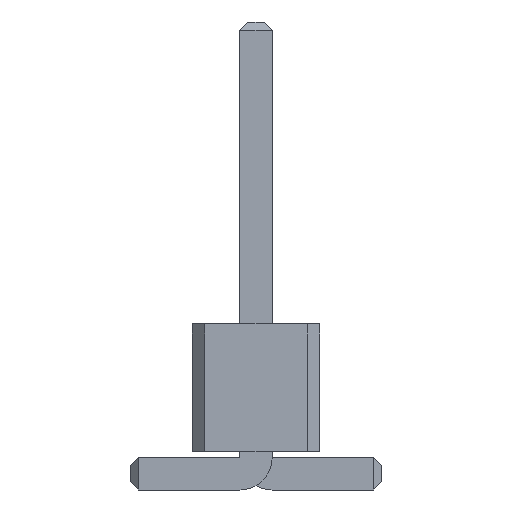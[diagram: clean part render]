
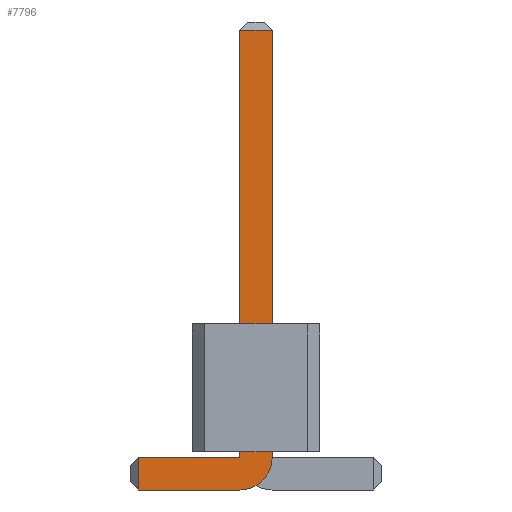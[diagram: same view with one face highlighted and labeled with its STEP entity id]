
A CAD part, front view. The second image highlights one B-rep face of the part: STEP entity #7796.
In plain terms, the highlighted planar face has unit normal (0, -1, 0).
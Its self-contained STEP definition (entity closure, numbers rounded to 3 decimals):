
#56=DIRECTION('',(0.,-1.,0.));
#67=DIRECTION('',(1.,0.,0.));
#1637=VECTOR('',#67,1.);
#1690=DIRECTION('',(-1.,0.,0.));
#3475=VECTOR('',#1690,1.);
#3484=DIRECTION('',(0.,0.,-1.));
#3503=VECTOR('',#3484,1.);
#7627=VECTOR('',#7628,1.);
#7628=DIRECTION('',(0.,0.,1.));
#7650=DIRECTION('',(-0.,-1.,-0.));
#7657=VERTEX_POINT('',#7658);
#7658=CARTESIAN_POINT('',(-2.34,-34.61,0.));
#7661=ORIENTED_EDGE('',*,*,#7662,.T.);
#7662=EDGE_CURVE('',#7657,#7663,#7665,.T.);
#7663=VERTEX_POINT('',#7664);
#7664=CARTESIAN_POINT('',(-0.32,-34.61,0.));
#7665=LINE('',#7666,#1637);
#7666=CARTESIAN_POINT('',(-2.5,-34.61,0.));
#7698=VERTEX_POINT('',#7699);
#7699=CARTESIAN_POINT('',(0.32,-34.61,0.64));
#7702=EDGE_CURVE('',#7663,#7698,#7703,.T.);
#7703=CIRCLE('',#7704,0.64);
#7704=AXIS2_PLACEMENT_3D('',#7705,#56,#3484);
#7705=CARTESIAN_POINT('',(-0.32,-34.61,0.64));
#7713=VERTEX_POINT('',#7705);
#7715=ORIENTED_EDGE('',*,*,#7716,.T.);
#7716=EDGE_CURVE('',#7713,#7717,#7719,.T.);
#7717=VERTEX_POINT('',#7718);
#7718=CARTESIAN_POINT('',(-2.34,-34.61,0.64));
#7719=LINE('',#7705,#3475);
#7729=ORIENTED_EDGE('',*,*,#7730,.T.);
#7730=EDGE_CURVE('',#7698,#7731,#7733,.T.);
#7731=VERTEX_POINT('',#7732);
#7732=CARTESIAN_POINT('',(0.32,-34.61,9.14));
#7733=LINE('',#7734,#7627);
#7734=CARTESIAN_POINT('',(0.32,-34.61,0.));
#7747=VERTEX_POINT('',#7748);
#7748=CARTESIAN_POINT('',(-0.32,-34.61,9.14));
#7750=ORIENTED_EDGE('',*,*,#7751,.T.);
#7751=EDGE_CURVE('',#7747,#7713,#7752,.T.);
#7752=LINE('',#7753,#3503);
#7753=CARTESIAN_POINT('',(-0.32,-34.61,9.3));
#7796=ADVANCED_FACE('',(#7797),#7806,.T.);
#7797=FACE_BOUND('',#7798,.T.);
#7798=EDGE_LOOP('',(#7661,#7799,#7729,#7800,#7750,#7715,#7803));
#7799=ORIENTED_EDGE('',*,*,#7702,.T.);
#7800=ORIENTED_EDGE('',*,*,#7801,.T.);
#7801=EDGE_CURVE('',#7731,#7747,#7802,.T.);
#7802=LINE('',#7732,#3475);
#7803=ORIENTED_EDGE('',*,*,#7804,.T.);
#7804=EDGE_CURVE('',#7717,#7657,#7805,.T.);
#7805=LINE('',#7718,#3503);
#7806=PLANE('',#7807);
#7807=AXIS2_PLACEMENT_3D('',#7808,#7650,#3484);
#7808=CARTESIAN_POINT('',(-0.311,-34.61,3.871));
